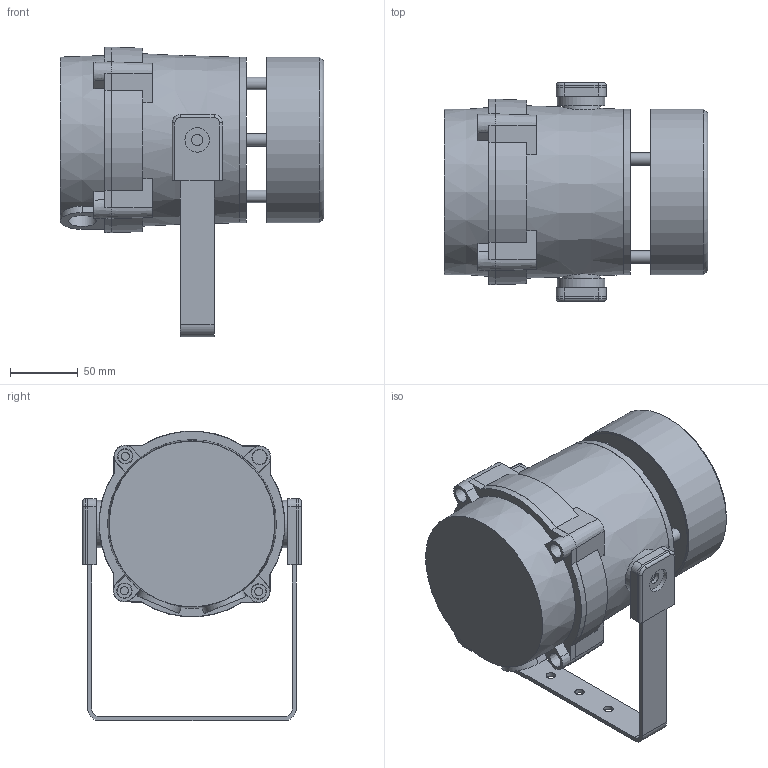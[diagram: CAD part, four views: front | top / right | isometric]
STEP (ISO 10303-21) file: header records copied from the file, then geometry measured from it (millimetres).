
FILE_DESCRIPTION (( 'STEP AP214' ), '1' );
FILE_NAME ('D210-05-021-3D_Issue_A.STEP', '2022-11-15T11:18:08', ( '' ), ( '' ), 'SwSTEP 2.0', 'SolidWorks 2022', '' );
FILE_SCHEMA (( 'AUTOMOTIVE_DESIGN' ));
Length unit declared in the file: millimetre
Products named in the file (7): D210-05-021-3D_Issue_A; RADIAL HORN; a; stirrup; b; D chamber cap; Bex sounder main body
Assembly tree (8 placements, depth 2):
  D210-05-021-3D_Issue_A
    Bex sounder main body
    D chamber cap
    stirrup
    a  x2
    b  x2
    RADIAL HORN
Bounding box: 194.43 x 161 x 213.32 mm (x, y, z)
Volume: 2540673 mm3; surface area: 236899.3 mm2
Topology: 8 solids, 8 shells, 206 faces, 502 edges, 337 vertices
Faces by surface type: plane 117, cylinder 51, cone 30, torus 8
Full cylindrical faces by diameter (mm): 6 x3, 7 x3, 8.3 x4, 9.282 x3, 13 x2, 13.5 x2, 18 x2, 21 x2, 29 x2, 35 x2, 41 x1, 121.802 x1, 122 x1, 122.97 x1
Entity records: 5646 total; most frequent: CARTESIAN_POINT 1410, DIRECTION 847, ORIENTED_EDGE 732, EDGE_CURVE 366, AXIS2_PLACEMENT_3D 339, VERTEX_POINT 267, EDGE_LOOP 259, FACE_OUTER_BOUND 201
